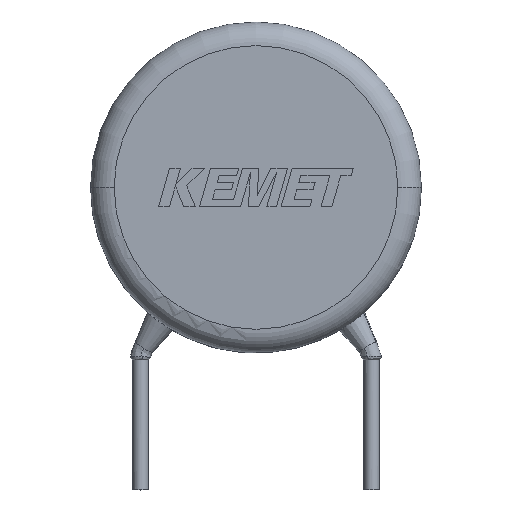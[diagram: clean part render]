
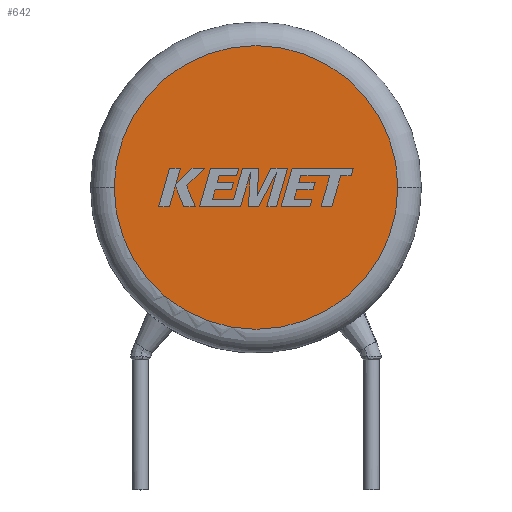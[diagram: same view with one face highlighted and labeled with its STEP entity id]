
A CAD part, top view. The second image highlights one B-rep face of the part: STEP entity #642.
In plain terms, the highlighted planar face has unit normal (0, 0, 1).
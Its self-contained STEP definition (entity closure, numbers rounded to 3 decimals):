
#96 = CARTESIAN_POINT ( 'NONE',  ( 6., 0., 5. ) ) ;
#134 = DIRECTION ( 'NONE',  ( 0., 0., 1. ) ) ;
#490 = EDGE_CURVE ( 'NONE', #798, #3926, #2678, .T. ) ;
#642 = ADVANCED_FACE ( 'NONE', ( #3459 ), #2305, .T. ) ;
#671 = CARTESIAN_POINT ( 'NONE',  ( 0., 0., 5. ) ) ;
#798 = VERTEX_POINT ( 'NONE', #799 ) ;
#799 = CARTESIAN_POINT ( 'NONE',  ( -6., 0., 5. ) ) ;
#800 = CARTESIAN_POINT ( 'NONE',  ( 0., 0., 5. ) ) ;
#1100 = CARTESIAN_POINT ( 'NONE',  ( 0., 0., 5. ) ) ;
#1123 = ORIENTED_EDGE ( 'NONE', *, *, #490, .T. ) ;
#1172 = ORIENTED_EDGE ( 'NONE', *, *, #2927, .T. ) ;
#1255 = CIRCLE ( 'NONE', #2000, 6. ) ;
#1417 = AXIS2_PLACEMENT_3D ( 'NONE', #1100, #134, #2706 ) ;
#1751 = DIRECTION ( 'NONE',  ( 1., 0., 0. ) ) ;
#2000 = AXIS2_PLACEMENT_3D ( 'NONE', #671, #2948, #2289 ) ;
#2289 = DIRECTION ( 'NONE',  ( 1., 0., 0. ) ) ;
#2305 = PLANE ( 'NONE',  #1417 ) ;
#2405 = DIRECTION ( 'NONE',  ( 0., 0., 1. ) ) ;
#2678 = CIRCLE ( 'NONE', #3272, 6. ) ;
#2706 = DIRECTION ( 'NONE',  ( 1., 0., 0. ) ) ;
#2927 = EDGE_CURVE ( 'NONE', #3926, #798, #1255, .T. ) ;
#2948 = DIRECTION ( 'NONE',  ( 0., 0., 1. ) ) ;
#3272 = AXIS2_PLACEMENT_3D ( 'NONE', #800, #2405, #1751 ) ;
#3459 = FACE_OUTER_BOUND ( 'NONE', #3959, .T. ) ;
#3926 = VERTEX_POINT ( 'NONE', #96 ) ;
#3959 = EDGE_LOOP ( 'NONE', ( #1172, #1123 ) ) ;
